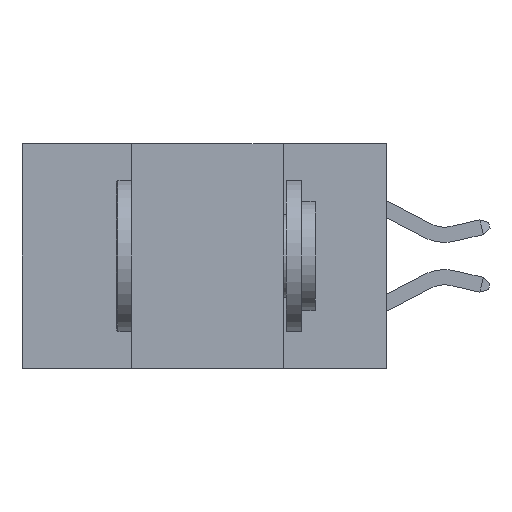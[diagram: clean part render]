
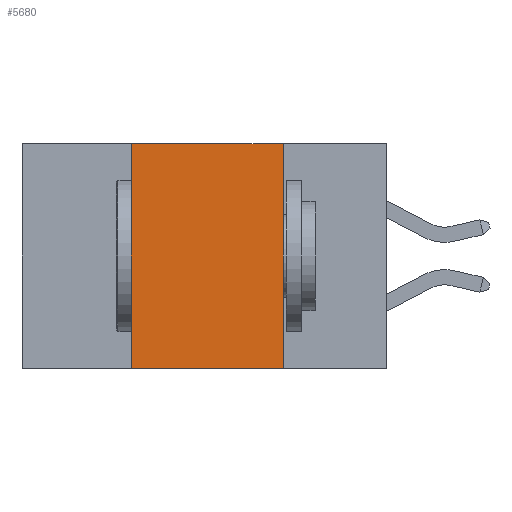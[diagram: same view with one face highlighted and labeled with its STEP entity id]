
A CAD part, left-side view. The second image highlights one B-rep face of the part: STEP entity #5680.
In plain terms, the highlighted planar face has unit normal (-1, 0, 0).
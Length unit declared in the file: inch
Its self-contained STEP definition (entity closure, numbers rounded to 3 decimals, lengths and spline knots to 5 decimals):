
#204 = DIRECTION ( 'NONE',  ( 0., 0., -1. ) ) ;
#2780 = VERTEX_POINT ( 'NONE', #26023 ) ;
#2781 = VERTEX_POINT ( 'NONE', #18149 ) ;
#3183 = EDGE_CURVE ( 'NONE', #11846, #24826, #23636, .T. ) ;
#4674 = CARTESIAN_POINT ( 'NONE',  ( 0., 0.17, 0. ) ) ;
#5498 = ORIENTED_EDGE ( 'NONE', *, *, #20920, .F. ) ;
#5680 = ADVANCED_FACE ( 'NONE', ( #29030 ), #12301, .F. ) ;
#6209 = CARTESIAN_POINT ( 'NONE',  ( 0., 0.42, -0.37 ) ) ;
#6270 = CARTESIAN_POINT ( 'NONE',  ( 0., 0.6, -0.37 ) ) ;
#7973 = LINE ( 'NONE', #6270, #19943 ) ;
#8538 = VECTOR ( 'NONE', #21469, 39.37008 ) ;
#8705 = EDGE_CURVE ( 'NONE', #11846, #2781, #7973, .T. ) ;
#9562 = DIRECTION ( 'NONE',  ( 0., 0., 1. ) ) ;
#10883 = VECTOR ( 'NONE', #9562, 39.37008 ) ;
#11555 = ORIENTED_EDGE ( 'NONE', *, *, #3183, .F. ) ;
#11846 = VERTEX_POINT ( 'NONE', #6209 ) ;
#12301 = PLANE ( 'NONE',  #13142 ) ;
#12502 = DIRECTION ( 'NONE',  ( 0., -1., 0. ) ) ;
#12849 = EDGE_LOOP ( 'NONE', ( #5498, #19966, #11555, #23246 ) ) ;
#13142 = AXIS2_PLACEMENT_3D ( 'NONE', #26582, #14724, #204 ) ;
#14724 = DIRECTION ( 'NONE',  ( 1., 0., 0. ) ) ;
#17316 = CARTESIAN_POINT ( 'NONE',  ( 0., 0.6, 0. ) ) ;
#18149 = CARTESIAN_POINT ( 'NONE',  ( 0., 0.17, -0.37 ) ) ;
#19943 = VECTOR ( 'NONE', #27783, 39.37008 ) ;
#19966 = ORIENTED_EDGE ( 'NONE', *, *, #28326, .F. ) ;
#20920 = EDGE_CURVE ( 'NONE', #2780, #2781, #21251, .T. ) ;
#21249 = CARTESIAN_POINT ( 'NONE',  ( 0., 0.42, 0. ) ) ;
#21251 = LINE ( 'NONE', #4674, #8538 ) ;
#21469 = DIRECTION ( 'NONE',  ( 0., 0., -1. ) ) ;
#22696 = CARTESIAN_POINT ( 'NONE',  ( 0., 0.42, 0. ) ) ;
#23246 = ORIENTED_EDGE ( 'NONE', *, *, #8705, .T. ) ;
#23636 = LINE ( 'NONE', #21249, #10883 ) ;
#24826 = VERTEX_POINT ( 'NONE', #22696 ) ;
#26023 = CARTESIAN_POINT ( 'NONE',  ( 0., 0.17, 0. ) ) ;
#26582 = CARTESIAN_POINT ( 'NONE',  ( 0., 0.6, 0. ) ) ;
#27566 = VECTOR ( 'NONE', #12502, 39.37008 ) ;
#27783 = DIRECTION ( 'NONE',  ( 0., -1., 0. ) ) ;
#28296 = LINE ( 'NONE', #17316, #27566 ) ;
#28326 = EDGE_CURVE ( 'NONE', #24826, #2780, #28296, .T. ) ;
#29030 = FACE_OUTER_BOUND ( 'NONE', #12849, .T. ) ;
